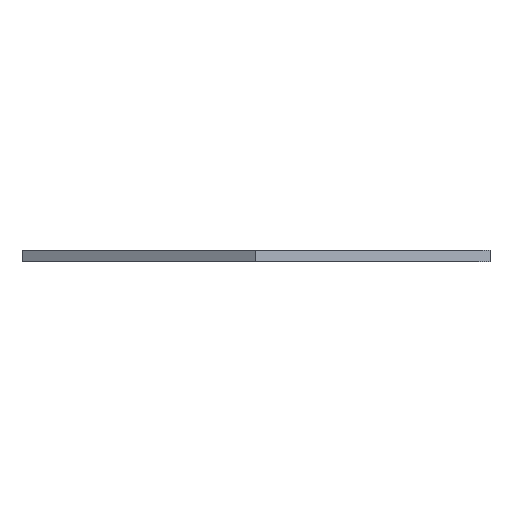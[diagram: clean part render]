
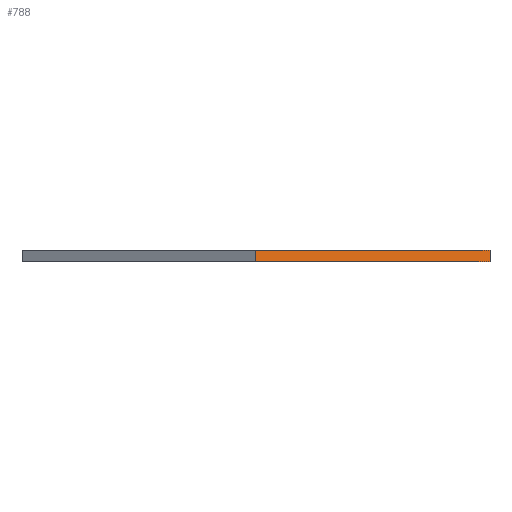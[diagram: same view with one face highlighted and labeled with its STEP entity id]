
A CAD part, front view. The second image highlights one B-rep face of the part: STEP entity #788.
In plain terms, the highlighted planar face has unit normal (0.5, -0.866, 0).
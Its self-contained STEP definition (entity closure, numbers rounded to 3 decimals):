
#74=PLANE('',#894);
#110=FACE_OUTER_BOUND('',#146,.T.);
#146=EDGE_LOOP('',(#649,#650,#651,#652));
#244=LINE('',#1320,#290);
#245=LINE('',#1323,#291);
#246=LINE('',#1325,#292);
#247=LINE('',#1326,#293);
#290=VECTOR('',#1112,10.);
#291=VECTOR('',#1115,10.);
#292=VECTOR('',#1116,10.);
#293=VECTOR('',#1117,10.);
#417=VERTEX_POINT('',#1316);
#418=VERTEX_POINT('',#1318);
#419=VERTEX_POINT('',#1322);
#420=VERTEX_POINT('',#1324);
#516=EDGE_CURVE('',#417,#418,#244,.T.);
#517=EDGE_CURVE('',#419,#417,#245,.T.);
#518=EDGE_CURVE('',#420,#418,#246,.T.);
#519=EDGE_CURVE('',#419,#420,#247,.T.);
#649=ORIENTED_EDGE('',*,*,#517,.T.);
#650=ORIENTED_EDGE('',*,*,#516,.T.);
#651=ORIENTED_EDGE('',*,*,#518,.F.);
#652=ORIENTED_EDGE('',*,*,#519,.F.);
#788=ADVANCED_FACE('',(#110),#74,.T.);
#894=AXIS2_PLACEMENT_3D('',#1321,#1113,#1114);
#1112=DIRECTION('',(0.,0.,1.));
#1113=DIRECTION('center_axis',(0.5,-0.866,0.));
#1114=DIRECTION('ref_axis',(0.866,0.5,0.));
#1115=DIRECTION('',(0.866,0.5,0.));
#1116=DIRECTION('',(0.866,0.5,0.));
#1117=DIRECTION('',(0.,0.,1.));
#1316=CARTESIAN_POINT('',(242.487,0.,0.));
#1318=CARTESIAN_POINT('',(242.487,0.,6.));
#1320=CARTESIAN_POINT('',(242.487,0.,0.));
#1321=CARTESIAN_POINT('Origin',(121.244,-70.,0.));
#1322=CARTESIAN_POINT('',(121.244,-70.,0.));
#1323=CARTESIAN_POINT('',(121.244,-70.,0.));
#1324=CARTESIAN_POINT('',(121.244,-70.,6.));
#1325=CARTESIAN_POINT('',(121.244,-70.,6.));
#1326=CARTESIAN_POINT('',(121.244,-70.,0.));
